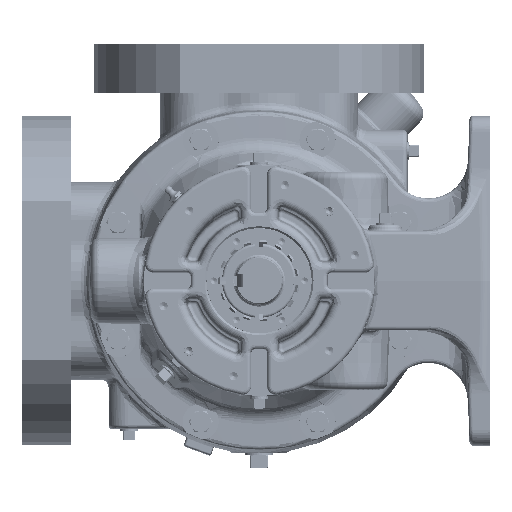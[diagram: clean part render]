
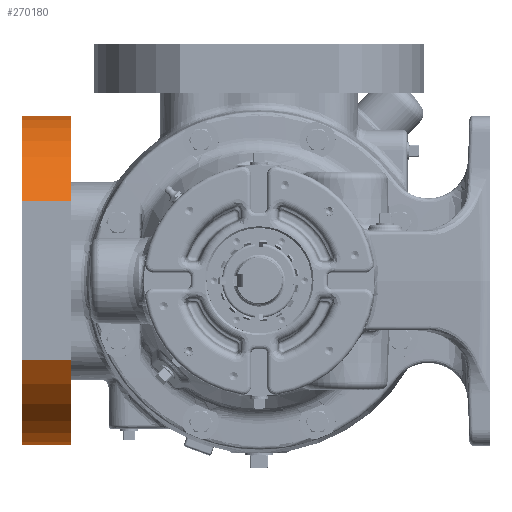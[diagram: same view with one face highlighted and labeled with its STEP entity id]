
A CAD part, left-side view. The second image highlights one B-rep face of the part: STEP entity #270180.
In plain terms, the highlighted cylindrical face has radius 127 mm (diameter 254 mm), a partial arc.
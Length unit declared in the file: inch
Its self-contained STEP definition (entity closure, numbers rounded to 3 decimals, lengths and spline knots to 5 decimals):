
#857 = CARTESIAN_POINT ( 'NONE',  ( 3.345, 4.99105, 0. ) ) ;
#10577 = DIRECTION ( 'NONE',  ( 0., -1., 0. ) ) ;
#22457 = EDGE_CURVE ( 'NONE', #321652, #237557, #72653, .T. ) ;
#45522 = EDGE_CURVE ( 'NONE', #266354, #237557, #145712, .T. ) ;
#72653 = CIRCLE ( 'NONE', #78081, 5. ) ;
#75461 = AXIS2_PLACEMENT_3D ( 'NONE', #278389, #317955, #340607 ) ;
#78081 = AXIS2_PLACEMENT_3D ( 'NONE', #256848, #301973, #334857 ) ;
#85902 = CARTESIAN_POINT ( 'NONE',  ( -1.035, 5.6875, -2.41156 ) ) ;
#100808 = DIRECTION ( 'NONE',  ( 0., -1., 0. ) ) ;
#108503 = EDGE_CURVE ( 'NONE', #219907, #321652, #338258, .T. ) ;
#145712 = LINE ( 'NONE', #246323, #319183 ) ;
#171692 = EDGE_CURVE ( 'NONE', #219907, #266354, #191475, .T. ) ;
#178778 = VECTOR ( 'NONE', #100808, 39.37008 ) ;
#191475 = CIRCLE ( 'NONE', #75461, 5. ) ;
#208892 = DIRECTION ( 'NONE',  ( -1., 0., 0. ) ) ;
#212380 = EDGE_LOOP ( 'NONE', ( #226973, #332534, #310194, #294575 ) ) ;
#219907 = VERTEX_POINT ( 'NONE', #281662 ) ;
#226973 = ORIENTED_EDGE ( 'NONE', *, *, #108503, .F. ) ;
#237557 = VERTEX_POINT ( 'NONE', #327101 ) ;
#246323 = CARTESIAN_POINT ( 'NONE',  ( -1.035, 7.1875, 2.41156 ) ) ;
#256848 = CARTESIAN_POINT ( 'NONE',  ( 3.345, 5.6875, 0. ) ) ;
#260223 = CARTESIAN_POINT ( 'NONE',  ( -1.035, 7.1875, -2.41156 ) ) ;
#266354 = VERTEX_POINT ( 'NONE', #308213 ) ;
#270180 = ADVANCED_FACE ( 'NONE', ( #337262 ), #307814, .T. ) ;
#278389 = CARTESIAN_POINT ( 'NONE',  ( 3.345, 7.1875, 0. ) ) ;
#281662 = CARTESIAN_POINT ( 'NONE',  ( -1.035, 7.1875, -2.41156 ) ) ;
#294575 = ORIENTED_EDGE ( 'NONE', *, *, #22457, .F. ) ;
#301973 = DIRECTION ( 'NONE',  ( 0., -1., 0. ) ) ;
#307814 = CYLINDRICAL_SURFACE ( 'NONE', #321529, 5. ) ;
#308213 = CARTESIAN_POINT ( 'NONE',  ( -1.035, 7.1875, 2.41156 ) ) ;
#310194 = ORIENTED_EDGE ( 'NONE', *, *, #45522, .T. ) ;
#312922 = DIRECTION ( 'NONE',  ( 0., -1., 0. ) ) ;
#317955 = DIRECTION ( 'NONE',  ( 0., -1., 0. ) ) ;
#319183 = VECTOR ( 'NONE', #10577, 39.37008 ) ;
#321529 = AXIS2_PLACEMENT_3D ( 'NONE', #857, #312922, #208892 ) ;
#321652 = VERTEX_POINT ( 'NONE', #85902 ) ;
#327101 = CARTESIAN_POINT ( 'NONE',  ( -1.035, 5.6875, 2.41156 ) ) ;
#332534 = ORIENTED_EDGE ( 'NONE', *, *, #171692, .T. ) ;
#334857 = DIRECTION ( 'NONE',  ( -1., 0., 0. ) ) ;
#337262 = FACE_OUTER_BOUND ( 'NONE', #212380, .T. ) ;
#338258 = LINE ( 'NONE', #260223, #178778 ) ;
#340607 = DIRECTION ( 'NONE',  ( -1., 0., 0. ) ) ;
